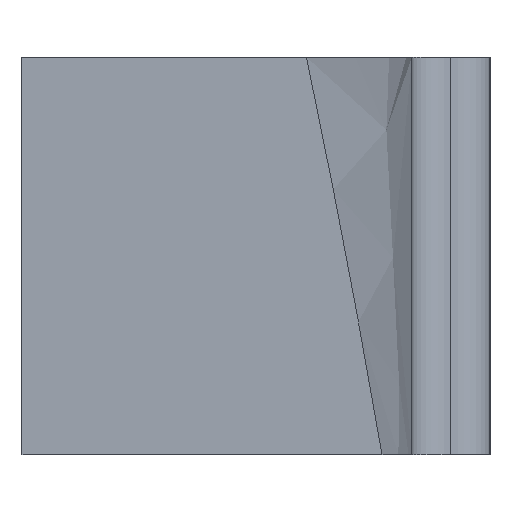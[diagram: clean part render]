
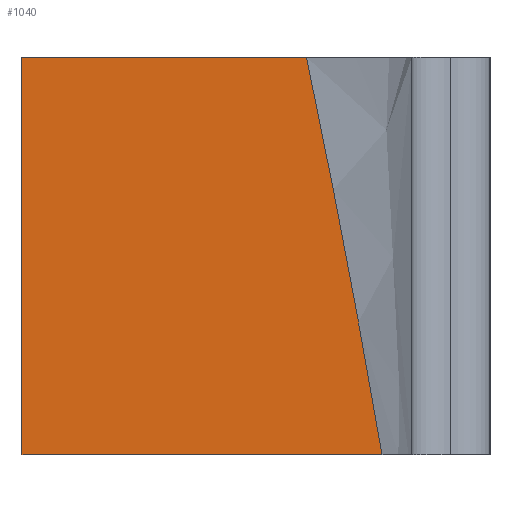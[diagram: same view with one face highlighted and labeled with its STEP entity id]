
A CAD part, left-side view. The second image highlights one B-rep face of the part: STEP entity #1040.
In plain terms, the highlighted planar face has unit normal (-1, 0, 0).
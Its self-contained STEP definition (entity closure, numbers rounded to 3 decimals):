
#20 = VERTEX_POINT ( 'NONE', #552 ) ;
#46 = EDGE_CURVE ( 'NONE', #1098, #242, #995, .T. ) ;
#65 = CARTESIAN_POINT ( 'NONE',  ( -60., 2.705, 0. ) ) ;
#69 = DIRECTION ( 'NONE',  ( 0., 0., -1. ) ) ;
#89 = CARTESIAN_POINT ( 'NONE',  ( -60., 10., 0. ) ) ;
#125 = EDGE_CURVE ( 'NONE', #629, #242, #652, .T. ) ;
#205 = DIRECTION ( 'NONE',  ( 0., -1., 0. ) ) ;
#227 = DIRECTION ( 'NONE',  ( 0., -1., 0. ) ) ;
#242 = VERTEX_POINT ( 'NONE', #293 ) ;
#249 = PLANE ( 'NONE',  #851 ) ;
#262 = ORIENTED_EDGE ( 'NONE', *, *, #378, .F. ) ;
#265 = LINE ( 'NONE', #89, #764 ) ;
#289 = DIRECTION ( 'NONE',  ( 1., 0., 0. ) ) ;
#293 = CARTESIAN_POINT ( 'NONE',  ( -60., 0.769, -10.2 ) ) ;
#346 = VECTOR ( 'NONE', #227, 1000. ) ;
#378 = EDGE_CURVE ( 'NONE', #629, #20, #265, .T. ) ;
#452 = DIRECTION ( 'NONE',  ( 0., 0., 1. ) ) ;
#491 = AXIS2_PLACEMENT_3D ( 'NONE', #878, #289, #452 ) ;
#506 = CARTESIAN_POINT ( 'NONE',  ( -60., 10., -10.2 ) ) ;
#513 = VECTOR ( 'NONE', #205, 1000. ) ;
#547 = ORIENTED_EDGE ( 'NONE', *, *, #125, .T. ) ;
#552 = CARTESIAN_POINT ( 'NONE',  ( -60., 10., 0. ) ) ;
#597 = ORIENTED_EDGE ( 'NONE', *, *, #46, .F. ) ;
#629 = VERTEX_POINT ( 'NONE', #506 ) ;
#652 = LINE ( 'NONE', #998, #346 ) ;
#708 = DIRECTION ( 'NONE',  ( 0., 0., 1. ) ) ;
#718 = ORIENTED_EDGE ( 'NONE', *, *, #967, .F. ) ;
#764 = VECTOR ( 'NONE', #708, 1000. ) ;
#851 = AXIS2_PLACEMENT_3D ( 'NONE', #1019, #1010, #69 ) ;
#878 = CARTESIAN_POINT ( 'NONE',  ( -60., 280.607, -58.017 ) ) ;
#935 = FACE_OUTER_BOUND ( 'NONE', #1113, .T. ) ;
#967 = EDGE_CURVE ( 'NONE', #20, #1098, #989, .T. ) ;
#978 = CARTESIAN_POINT ( 'NONE',  ( -60., 10., 0. ) ) ;
#989 = LINE ( 'NONE', #978, #513 ) ;
#995 = CIRCLE ( 'NONE', #491, 283.893 ) ;
#998 = CARTESIAN_POINT ( 'NONE',  ( -60., 10., -10.2 ) ) ;
#1010 = DIRECTION ( 'NONE',  ( 1., 0., 0. ) ) ;
#1019 = CARTESIAN_POINT ( 'NONE',  ( -60., 10., 0. ) ) ;
#1040 = ADVANCED_FACE ( 'NONE', ( #935 ), #249, .F. ) ;
#1098 = VERTEX_POINT ( 'NONE', #65 ) ;
#1113 = EDGE_LOOP ( 'NONE', ( #547, #597, #718, #262 ) ) ;
